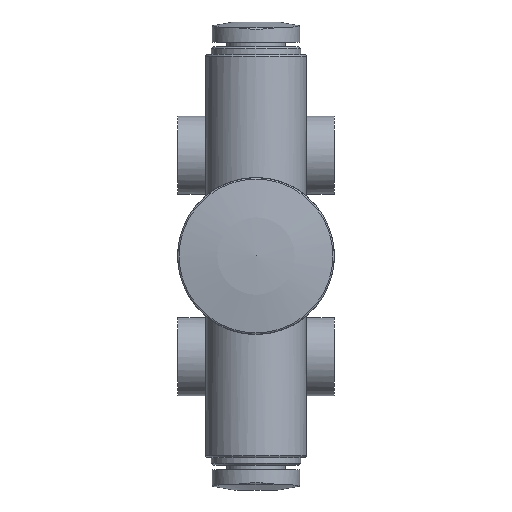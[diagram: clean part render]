
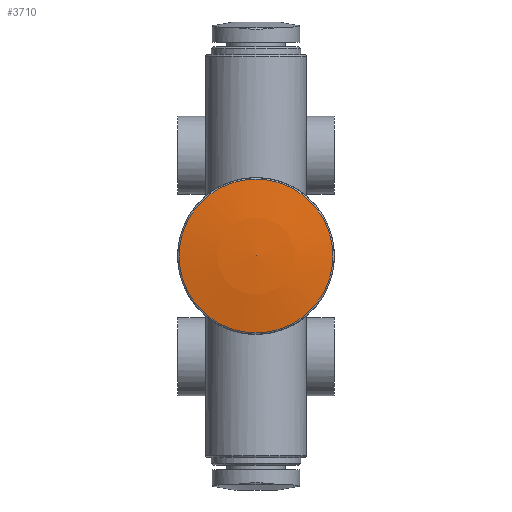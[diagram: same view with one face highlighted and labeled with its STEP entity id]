
A CAD part, front view. The second image highlights one B-rep face of the part: STEP entity #3710.
In plain terms, the highlighted spherical face has radius 40 mm.
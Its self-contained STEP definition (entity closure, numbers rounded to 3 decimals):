
#20=SPHERICAL_SURFACE('',#3956,40.);
#729=ORIENTED_EDGE('',*,*,#1433,.T.);
#1433=EDGE_CURVE('',#1752,#1752,#1927,.T.);
#1752=VERTEX_POINT('',#5892);
#1927=CIRCLE('',#3955,6.876);
#2089=EDGE_LOOP('',(#729));
#2299=FACE_BOUND('',#2089,.T.);
#3710=ADVANCED_FACE('',(#2299),#20,.T.);
#3955=AXIS2_PLACEMENT_3D('',#5891,#4472,#4473);
#3956=AXIS2_PLACEMENT_3D('',#5893,#4474,#4475);
#4472=DIRECTION('',(0.,-1.,0.));
#4473=DIRECTION('',(0.,0.,-1.));
#4474=DIRECTION('',(0.,-1.,0.));
#4475=DIRECTION('',(0.,0.,-1.));
#5891=CARTESIAN_POINT('',(0.,0.595,0.));
#5892=CARTESIAN_POINT('',(0.,0.595,-6.876));
#5893=CARTESIAN_POINT('',(0.,40.,0.));
